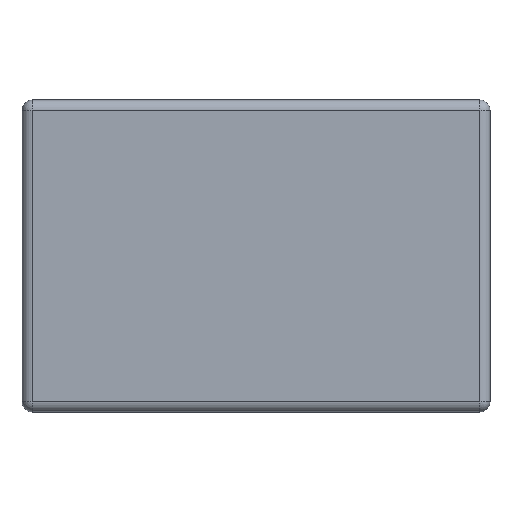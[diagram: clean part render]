
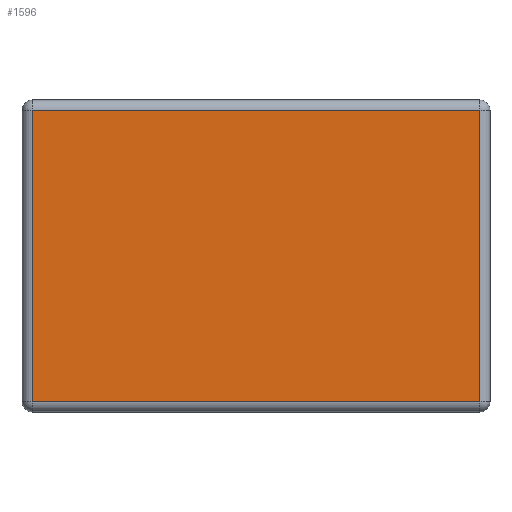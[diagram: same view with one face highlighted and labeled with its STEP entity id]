
A CAD part, top view. The second image highlights one B-rep face of the part: STEP entity #1596.
In plain terms, the highlighted planar face has unit normal (0, 0, 1).
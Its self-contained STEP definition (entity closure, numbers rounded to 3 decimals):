
#162=FACE_OUTER_BOUND('',#256,.T.);
#256=EDGE_LOOP('',(#1435,#1436,#1437,#1438));
#437=LINE('',#2602,#617);
#441=LINE('',#2618,#621);
#443=LINE('',#2621,#623);
#445=LINE('',#2624,#625);
#617=VECTOR('',#2135,56.);
#621=VECTOR('',#2153,86.);
#623=VECTOR('',#2157,56.);
#625=VECTOR('',#2161,86.);
#756=VERTEX_POINT('',#2564);
#761=VERTEX_POINT('',#2577);
#766=VERTEX_POINT('',#2590);
#771=VERTEX_POINT('',#2606);
#981=EDGE_CURVE('',#756,#766,#437,.T.);
#989=EDGE_CURVE('',#766,#771,#441,.T.);
#991=EDGE_CURVE('',#771,#761,#443,.T.);
#993=EDGE_CURVE('',#761,#756,#445,.T.);
#1435=ORIENTED_EDGE('',*,*,#981,.F.);
#1436=ORIENTED_EDGE('',*,*,#993,.F.);
#1437=ORIENTED_EDGE('',*,*,#991,.F.);
#1438=ORIENTED_EDGE('',*,*,#989,.F.);
#1508=PLANE('',#1730);
#1596=ADVANCED_FACE('',(#162),#1508,.T.);
#1730=AXIS2_PLACEMENT_3D('',#2633,#2173,#2174);
#2135=DIRECTION('',(0.,-1.,0.));
#2153=DIRECTION('',(-1.,0.,0.));
#2157=DIRECTION('',(0.,1.,0.));
#2161=DIRECTION('',(1.,0.,0.));
#2173=DIRECTION('center_axis',(0.,0.,1.));
#2174=DIRECTION('ref_axis',(1.,0.,0.));
#2564=CARTESIAN_POINT('',(43.,28.,3.));
#2577=CARTESIAN_POINT('',(-43.,28.,3.));
#2590=CARTESIAN_POINT('',(43.,-28.,3.));
#2602=CARTESIAN_POINT('',(43.,-15.,3.));
#2606=CARTESIAN_POINT('',(-43.,-28.,3.));
#2618=CARTESIAN_POINT('',(-22.5,-28.,3.));
#2621=CARTESIAN_POINT('',(-43.,15.,3.));
#2624=CARTESIAN_POINT('',(22.5,28.,3.));
#2633=CARTESIAN_POINT('Origin',(0.,0.,3.));
